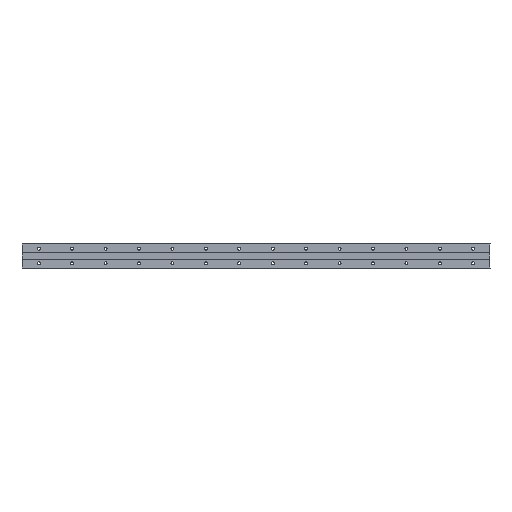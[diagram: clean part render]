
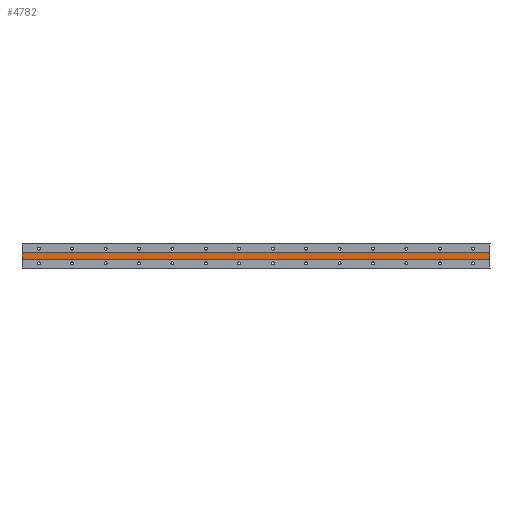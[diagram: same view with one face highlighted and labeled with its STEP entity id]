
A CAD part, front view. The second image highlights one B-rep face of the part: STEP entity #4782.
In plain terms, the highlighted planar face has unit normal (0, -1, 0).
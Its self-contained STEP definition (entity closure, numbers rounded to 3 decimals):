
#195 = CARTESIAN_POINT ( 'NONE',  ( -25., 0.5, 5. ) ) ;
#299 = CARTESIAN_POINT ( 'NONE',  ( 675., 0.5, 5. ) ) ;
#340 = DIRECTION ( 'NONE',  ( 0., 1., 0. ) ) ;
#374 = AXIS2_PLACEMENT_3D ( 'NONE', #4197, #340, #3374 ) ;
#697 = LINE ( 'NONE', #4052, #4826 ) ;
#700 = EDGE_CURVE ( 'NONE', #3462, #4179, #3597, .T. ) ;
#1108 = EDGE_CURVE ( 'NONE', #4179, #1550, #1886, .T. ) ;
#1285 = VECTOR ( 'NONE', #2692, 1000. ) ;
#1550 = VERTEX_POINT ( 'NONE', #2381 ) ;
#1561 = DIRECTION ( 'NONE',  ( 1., 0., 0. ) ) ;
#1599 = EDGE_CURVE ( 'NONE', #3462, #1967, #697, .T. ) ;
#1815 = ORIENTED_EDGE ( 'NONE', *, *, #700, .T. ) ;
#1842 = CARTESIAN_POINT ( 'NONE',  ( -25., 0.5, 18.34 ) ) ;
#1886 = LINE ( 'NONE', #3182, #1285 ) ;
#1967 = VERTEX_POINT ( 'NONE', #299 ) ;
#2195 = CARTESIAN_POINT ( 'NONE',  ( 675., 0.5, 18.34 ) ) ;
#2289 = VECTOR ( 'NONE', #4311, 1000. ) ;
#2381 = CARTESIAN_POINT ( 'NONE',  ( 675., 0.5, -5. ) ) ;
#2537 = VECTOR ( 'NONE', #4846, 1000. ) ;
#2692 = DIRECTION ( 'NONE',  ( 1., 0., 0. ) ) ;
#2945 = ORIENTED_EDGE ( 'NONE', *, *, #1108, .T. ) ;
#3004 = ORIENTED_EDGE ( 'NONE', *, *, #1599, .F. ) ;
#3128 = EDGE_LOOP ( 'NONE', ( #2945, #3903, #3004, #1815 ) ) ;
#3164 = EDGE_CURVE ( 'NONE', #1967, #1550, #4361, .T. ) ;
#3182 = CARTESIAN_POINT ( 'NONE',  ( 675., 0.5, -5. ) ) ;
#3374 = DIRECTION ( 'NONE',  ( 0., 0., 1. ) ) ;
#3462 = VERTEX_POINT ( 'NONE', #195 ) ;
#3597 = LINE ( 'NONE', #1842, #2537 ) ;
#3789 = PLANE ( 'NONE',  #374 ) ;
#3903 = ORIENTED_EDGE ( 'NONE', *, *, #3164, .F. ) ;
#4052 = CARTESIAN_POINT ( 'NONE',  ( 675., 0.5, 5. ) ) ;
#4179 = VERTEX_POINT ( 'NONE', #4689 ) ;
#4197 = CARTESIAN_POINT ( 'NONE',  ( 675., 0.5, 5. ) ) ;
#4251 = FACE_OUTER_BOUND ( 'NONE', #3128, .T. ) ;
#4311 = DIRECTION ( 'NONE',  ( 0., 0., -1. ) ) ;
#4361 = LINE ( 'NONE', #2195, #2289 ) ;
#4689 = CARTESIAN_POINT ( 'NONE',  ( -25., 0.5, -5. ) ) ;
#4782 = ADVANCED_FACE ( 'NONE', ( #4251 ), #3789, .F. ) ;
#4826 = VECTOR ( 'NONE', #1561, 1000. ) ;
#4846 = DIRECTION ( 'NONE',  ( 0., 0., -1. ) ) ;
